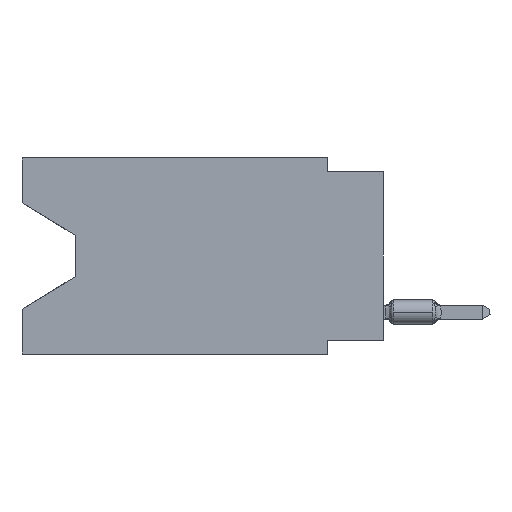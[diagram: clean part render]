
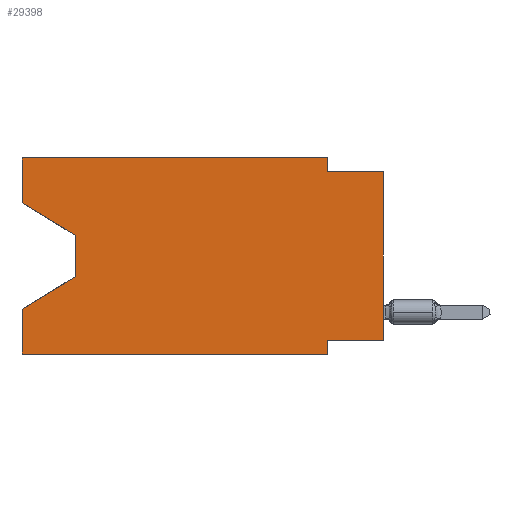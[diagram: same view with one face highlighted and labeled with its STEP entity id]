
A CAD part, left-side view. The second image highlights one B-rep face of the part: STEP entity #29398.
In plain terms, the highlighted planar face has unit normal (-1, 0, 0).
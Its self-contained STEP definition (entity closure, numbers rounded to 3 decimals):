
#428 = ORIENTED_EDGE ( 'NONE', *, *, #3025, .T. ) ;
#1163 = VECTOR ( 'NONE', #17082, 1000. ) ;
#2302 = EDGE_CURVE ( 'NONE', #42539, #29562, #45070, .T. ) ;
#2467 = ORIENTED_EDGE ( 'NONE', *, *, #10169, .F. ) ;
#2650 = VERTEX_POINT ( 'NONE', #7144 ) ;
#3025 = EDGE_CURVE ( 'NONE', #29027, #52868, #19763, .T. ) ;
#3134 = CARTESIAN_POINT ( 'NONE',  ( 0., 16.383, -2.038 ) ) ;
#5092 = VERTEX_POINT ( 'NONE', #15663 ) ;
#5105 = VECTOR ( 'NONE', #16082, 1000. ) ;
#6254 = VECTOR ( 'NONE', #35703, 1000. ) ;
#7144 = CARTESIAN_POINT ( 'NONE',  ( 0., 13.97, -5.385 ) ) ;
#7550 = DIRECTION ( 'NONE',  ( 0., 1., 0. ) ) ;
#8477 = LINE ( 'NONE', #8757, #21403 ) ;
#8499 = VERTEX_POINT ( 'NONE', #31107 ) ;
#8757 = CARTESIAN_POINT ( 'NONE',  ( 0., 16.383, 0. ) ) ;
#9606 = VECTOR ( 'NONE', #50459, 1000. ) ;
#9855 = ORIENTED_EDGE ( 'NONE', *, *, #39335, .F. ) ;
#9986 = VECTOR ( 'NONE', #7550, 1000. ) ;
#10003 = LINE ( 'NONE', #18744, #20544 ) ;
#10169 = EDGE_CURVE ( 'NONE', #29562, #49090, #29926, .T. ) ;
#10662 = VERTEX_POINT ( 'NONE', #48159 ) ;
#11444 = PLANE ( 'NONE',  #47178 ) ;
#11886 = VERTEX_POINT ( 'NONE', #3134 ) ;
#11982 = FACE_OUTER_BOUND ( 'NONE', #51780, .T. ) ;
#12968 = EDGE_CURVE ( 'NONE', #11886, #42539, #23118, .T. ) ;
#13116 = CARTESIAN_POINT ( 'NONE',  ( 0., 0., -0.635 ) ) ;
#13838 = DIRECTION ( 'NONE',  ( 0., 0., -1. ) ) ;
#15408 = ORIENTED_EDGE ( 'NONE', *, *, #16117, .F. ) ;
#15565 = EDGE_CURVE ( 'NONE', #10662, #27385, #47880, .T. ) ;
#15663 = CARTESIAN_POINT ( 'NONE',  ( 0., 13.97, -3.505 ) ) ;
#16082 = DIRECTION ( 'NONE',  ( 0., 0.855, -0.519 ) ) ;
#16117 = EDGE_CURVE ( 'NONE', #36220, #52868, #23812, .T. ) ;
#17082 = DIRECTION ( 'NONE',  ( 0., -1., 0. ) ) ;
#17584 = VECTOR ( 'NONE', #40032, 1000. ) ;
#18355 = CARTESIAN_POINT ( 'NONE',  ( 0., 2.54, -8.89 ) ) ;
#18744 = CARTESIAN_POINT ( 'NONE',  ( 0., 13.97, -3.505 ) ) ;
#19763 = LINE ( 'NONE', #55239, #9606 ) ;
#19952 = CARTESIAN_POINT ( 'NONE',  ( 0., 16.383, 0. ) ) ;
#20286 = CARTESIAN_POINT ( 'NONE',  ( 0., 13.97, -5.385 ) ) ;
#20544 = VECTOR ( 'NONE', #36483, 1000. ) ;
#21403 = VECTOR ( 'NONE', #25375, 1000. ) ;
#22454 = CARTESIAN_POINT ( 'NONE',  ( 0., 16.383, -2.038 ) ) ;
#23010 = LINE ( 'NONE', #22454, #6254 ) ;
#23118 = LINE ( 'NONE', #36369, #17584 ) ;
#23812 = LINE ( 'NONE', #49486, #41298 ) ;
#23850 = CARTESIAN_POINT ( 'NONE',  ( 0., 16.383, 0. ) ) ;
#24170 = EDGE_CURVE ( 'NONE', #5092, #2650, #10003, .T. ) ;
#25375 = DIRECTION ( 'NONE',  ( 0., 0., 1. ) ) ;
#25578 = EDGE_CURVE ( 'NONE', #11886, #5092, #23010, .T. ) ;
#27385 = VERTEX_POINT ( 'NONE', #39080 ) ;
#29027 = VERTEX_POINT ( 'NONE', #29309 ) ;
#29309 = CARTESIAN_POINT ( 'NONE',  ( 0., 16.383, -8.89 ) ) ;
#29398 = ADVANCED_FACE ( 'NONE', ( #11982 ), #11444, .F. ) ;
#29495 = EDGE_CURVE ( 'NONE', #49090, #27385, #51993, .T. ) ;
#29562 = VERTEX_POINT ( 'NONE', #48618 ) ;
#29926 = LINE ( 'NONE', #47697, #51269 ) ;
#30306 = CARTESIAN_POINT ( 'NONE',  ( 0., 2.54, -0.635 ) ) ;
#30469 = VECTOR ( 'NONE', #34620, 1000. ) ;
#31107 = CARTESIAN_POINT ( 'NONE',  ( 0., 16.383, -6.852 ) ) ;
#31850 = CARTESIAN_POINT ( 'NONE',  ( 0., 2.54, -8.255 ) ) ;
#32897 = VECTOR ( 'NONE', #37139, 1000. ) ;
#32921 = LINE ( 'NONE', #45631, #9986 ) ;
#34111 = EDGE_CURVE ( 'NONE', #2650, #8499, #54403, .T. ) ;
#34620 = DIRECTION ( 'NONE',  ( 0., 0., 1. ) ) ;
#35703 = DIRECTION ( 'NONE',  ( 0., -0.855, -0.519 ) ) ;
#36220 = VERTEX_POINT ( 'NONE', #31850 ) ;
#36369 = CARTESIAN_POINT ( 'NONE',  ( 0., 16.383, 0. ) ) ;
#36483 = DIRECTION ( 'NONE',  ( 0., 0., -1. ) ) ;
#37139 = DIRECTION ( 'NONE',  ( 0., -1., 0. ) ) ;
#38983 = ORIENTED_EDGE ( 'NONE', *, *, #46141, .F. ) ;
#39080 = CARTESIAN_POINT ( 'NONE',  ( 0., 0., -0.635 ) ) ;
#39120 = CARTESIAN_POINT ( 'NONE',  ( 0., 0., 0. ) ) ;
#39335 = EDGE_CURVE ( 'NONE', #29027, #8499, #8477, .T. ) ;
#40032 = DIRECTION ( 'NONE',  ( 0., 0., 1. ) ) ;
#41052 = DIRECTION ( 'NONE',  ( 1., 0., 0. ) ) ;
#41298 = VECTOR ( 'NONE', #44983, 1000. ) ;
#42539 = VERTEX_POINT ( 'NONE', #43613 ) ;
#43613 = CARTESIAN_POINT ( 'NONE',  ( 0., 16.383, 0. ) ) ;
#43846 = ORIENTED_EDGE ( 'NONE', *, *, #25578, .T. ) ;
#44983 = DIRECTION ( 'NONE',  ( 0., 0., -1. ) ) ;
#45070 = LINE ( 'NONE', #19952, #32897 ) ;
#45631 = CARTESIAN_POINT ( 'NONE',  ( 0., 0., -8.255 ) ) ;
#45848 = DIRECTION ( 'NONE',  ( 0., 0., -1. ) ) ;
#46141 = EDGE_CURVE ( 'NONE', #10662, #36220, #32921, .T. ) ;
#47178 = AXIS2_PLACEMENT_3D ( 'NONE', #23850, #41052, #45848 ) ;
#47697 = CARTESIAN_POINT ( 'NONE',  ( 0., 2.54, 0. ) ) ;
#47880 = LINE ( 'NONE', #39120, #30469 ) ;
#48159 = CARTESIAN_POINT ( 'NONE',  ( 0., 0., -8.255 ) ) ;
#48618 = CARTESIAN_POINT ( 'NONE',  ( 0., 2.54, 0. ) ) ;
#49090 = VERTEX_POINT ( 'NONE', #30306 ) ;
#49486 = CARTESIAN_POINT ( 'NONE',  ( 0., 2.54, -8.89 ) ) ;
#49868 = ORIENTED_EDGE ( 'NONE', *, *, #15565, .T. ) ;
#50459 = DIRECTION ( 'NONE',  ( 0., -1., 0. ) ) ;
#51269 = VECTOR ( 'NONE', #13838, 1000. ) ;
#51780 = EDGE_LOOP ( 'NONE', ( #43846, #53888, #53353, #9855, #428, #15408, #38983, #49868, #53793, #2467, #53776, #52105 ) ) ;
#51993 = LINE ( 'NONE', #13116, #1163 ) ;
#52105 = ORIENTED_EDGE ( 'NONE', *, *, #12968, .F. ) ;
#52868 = VERTEX_POINT ( 'NONE', #18355 ) ;
#53353 = ORIENTED_EDGE ( 'NONE', *, *, #34111, .T. ) ;
#53776 = ORIENTED_EDGE ( 'NONE', *, *, #2302, .F. ) ;
#53793 = ORIENTED_EDGE ( 'NONE', *, *, #29495, .F. ) ;
#53888 = ORIENTED_EDGE ( 'NONE', *, *, #24170, .T. ) ;
#54403 = LINE ( 'NONE', #20286, #5105 ) ;
#55239 = CARTESIAN_POINT ( 'NONE',  ( 0., 16.383, -8.89 ) ) ;
